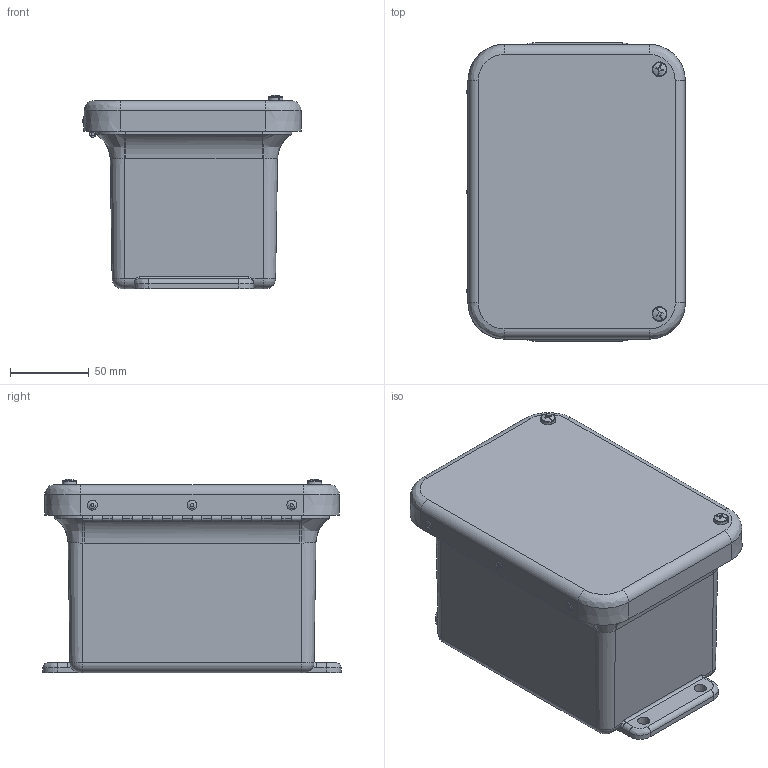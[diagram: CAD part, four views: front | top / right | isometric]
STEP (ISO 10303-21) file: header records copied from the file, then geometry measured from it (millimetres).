
FILE_DESCRIPTION (( 'STEP AP214' ), '1' );
FILE_NAME ('WH-M604HW.STEP', '2018-11-07T22:12:27', ( '' ), ( '' ), 'SwSTEP 2.0', 'SolidWorks 2018', '' );
FILE_SCHEMA (( 'AUTOMOTIVE_DESIGN' ));
Length unit declared in the file: inch
Products named in the file (1): WH-M604HW
Bounding box: 139.28 x 189.85 x 123.16 mm (x, y, z)
Volume: 512926.5 mm3; surface area: 253691.9 mm2
Topology: 19 solids, 19 shells, 645 faces, 1572 edges, 985 vertices
Faces by surface type: cylinder 243, plane 200, cone 126, bspline 72, torus 4
Full cylindrical faces by diameter (mm): 2.159 x23, 3.175 x5, 3.327 x5, 3.556 x5, 3.683 x2, 3.861 x5, 3.962 x7, 3.967 x40, 4.826 x40, 5.537 x4, 6.35 x5, 6.858 x6
Entity records: 28694 total; most frequent: CARTESIAN_POINT 6639, DIRECTION 2704, ORIENTED_EDGE 2470, EDGE_CURVE 1235, AXIS2_PLACEMENT_3D 1103, EDGE_LOOP 996, VERTEX_POINT 893, FACE_OUTER_BOUND 792
